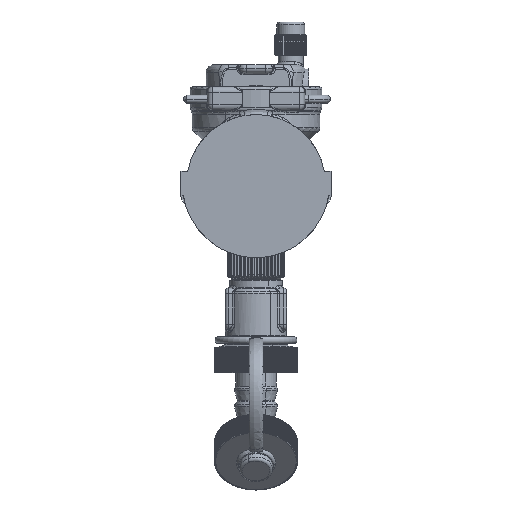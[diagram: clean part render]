
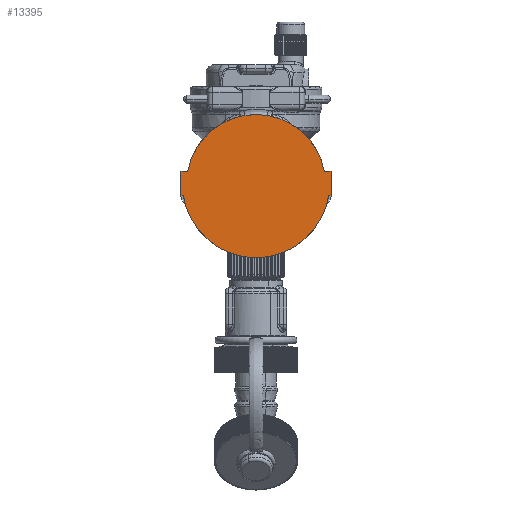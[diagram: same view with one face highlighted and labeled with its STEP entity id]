
A CAD part, front view. The second image highlights one B-rep face of the part: STEP entity #13395.
In plain terms, the highlighted planar face has unit normal (0, -1, 0).
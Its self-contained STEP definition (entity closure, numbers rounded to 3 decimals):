
#1085=CARTESIAN_POINT('Vertex',(-26.173,-42.,-4.15)) ;
#1088=CARTESIAN_POINT('Line Origine',(-26.587,-42.,-4.15)) ;
#1092=CARTESIAN_POINT('Vertex',(-27.,-42.,-4.15)) ;
#1300=CARTESIAN_POINT('Vertex',(26.173,-42.,-4.15)) ;
#1307=CARTESIAN_POINT('Vertex',(27.,-42.,-4.15)) ;
#1310=CARTESIAN_POINT('Line Origine',(26.587,-42.,-4.15)) ;
#1329=CARTESIAN_POINT('Line Origine',(27.,-42.,0.175)) ;
#1333=CARTESIAN_POINT('Vertex',(27.,-42.,4.5)) ;
#1715=CARTESIAN_POINT('Line Origine',(-27.,-42.,0.175)) ;
#1719=CARTESIAN_POINT('Vertex',(-27.,-42.,4.5)) ;
#1921=CARTESIAN_POINT('Line Origine',(26.002,-42.,4.5)) ;
#1925=CARTESIAN_POINT('Vertex',(25.005,-42.,4.5)) ;
#2436=CARTESIAN_POINT('Line Origine',(-26.002,-42.,4.5)) ;
#2440=CARTESIAN_POINT('Vertex',(-25.005,-42.,4.5)) ;
#2534=CARTESIAN_POINT('Axis2P3D Location',(25.005,-42.,5.)) ;
#2538=CARTESIAN_POINT('Vertex',(24.515,-42.,4.902)) ;
#2583=CARTESIAN_POINT('Vertex',(-11.986,-42.,21.94)) ;
#2586=CARTESIAN_POINT('Axis2P3D Location',(0.,-42.,0.)) ;
#2599=CARTESIAN_POINT('Axis2P3D Location',(0.,-42.,0.)) ;
#2603=CARTESIAN_POINT('Vertex',(-24.515,-42.,4.902)) ;
#2630=CARTESIAN_POINT('Axis2P3D Location',(-25.005,-42.,5.)) ;
#13361=CARTESIAN_POINT('Axis2P3D Location',(0.,-42.,0.)) ;
#13377=CARTESIAN_POINT('Axis2P3D Location',(0.,-42.,-25.)) ;
#1089=DIRECTION('Vector Direction',(1.,0.,0.)) ;
#1311=DIRECTION('Vector Direction',(1.,0.,0.)) ;
#1330=DIRECTION('Vector Direction',(0.,0.,-1.)) ;
#1716=DIRECTION('Vector Direction',(0.,0.,-1.)) ;
#1922=DIRECTION('Vector Direction',(-1.,0.,0.)) ;
#2437=DIRECTION('Vector Direction',(-1.,0.,0.)) ;
#2535=DIRECTION('Axis2P3D Direction',(0.,1.,0.)) ;
#2587=DIRECTION('Axis2P3D Direction',(0.,-1.,0.)) ;
#2600=DIRECTION('Axis2P3D Direction',(0.,-1.,0.)) ;
#2631=DIRECTION('Axis2P3D Direction',(0.,1.,0.)) ;
#13362=DIRECTION('Axis2P3D Direction',(-0.,-1.,-0.)) ;
#13378=DIRECTION('Axis2P3D Direction',(0.,-1.,0.)) ;
#13379=DIRECTION('Axis2P3D XDirection',(1.,0.,0.)) ;
#2536=AXIS2_PLACEMENT_3D('Circle Axis2P3D',#2534,#2535,$) ;
#2588=AXIS2_PLACEMENT_3D('Circle Axis2P3D',#2586,#2587,$) ;
#2601=AXIS2_PLACEMENT_3D('Circle Axis2P3D',#2599,#2600,$) ;
#2632=AXIS2_PLACEMENT_3D('Circle Axis2P3D',#2630,#2631,$) ;
#13363=AXIS2_PLACEMENT_3D('Circle Axis2P3D',#13361,#13362,$) ;
#13380=AXIS2_PLACEMENT_3D('Plane Axis2P3D',#13377,#13378,#13379) ;
#13383=ORIENTED_EDGE('',*,*,#13365,.T.) ;
#13384=ORIENTED_EDGE('',*,*,#1314,.T.) ;
#13385=ORIENTED_EDGE('',*,*,#1335,.T.) ;
#13386=ORIENTED_EDGE('',*,*,#1927,.T.) ;
#13387=ORIENTED_EDGE('',*,*,#2540,.T.) ;
#13388=ORIENTED_EDGE('',*,*,#2590,.T.) ;
#13389=ORIENTED_EDGE('',*,*,#2605,.T.) ;
#13390=ORIENTED_EDGE('',*,*,#2634,.T.) ;
#13391=ORIENTED_EDGE('',*,*,#2442,.T.) ;
#13392=ORIENTED_EDGE('',*,*,#1721,.T.) ;
#13393=ORIENTED_EDGE('',*,*,#1094,.T.) ;
#1090=VECTOR('Line Direction',#1089,1.) ;
#1312=VECTOR('Line Direction',#1311,1.) ;
#1331=VECTOR('Line Direction',#1330,1.) ;
#1717=VECTOR('Line Direction',#1716,1.) ;
#1923=VECTOR('Line Direction',#1922,1.) ;
#2438=VECTOR('Line Direction',#2437,1.) ;
#13395=ADVANCED_FACE('PartBody',(#13394),#13381,.T.) ;
#2537=CIRCLE('generated circle',#2536,0.5) ;
#2589=CIRCLE('generated circle',#2588,25.) ;
#2602=CIRCLE('generated circle',#2601,25.) ;
#2633=CIRCLE('generated circle',#2632,0.5) ;
#13364=CIRCLE('generated circle',#13363,26.5) ;
#1094=EDGE_CURVE('',#1093,#1086,#1091,.T.) ;
#1314=EDGE_CURVE('',#1301,#1308,#1313,.T.) ;
#1335=EDGE_CURVE('',#1308,#1334,#1332,.F.) ;
#1721=EDGE_CURVE('',#1720,#1093,#1718,.T.) ;
#1927=EDGE_CURVE('',#1334,#1926,#1924,.T.) ;
#2442=EDGE_CURVE('',#2441,#1720,#2439,.T.) ;
#2540=EDGE_CURVE('',#1926,#2539,#2537,.T.) ;
#2590=EDGE_CURVE('',#2539,#2584,#2589,.T.) ;
#2605=EDGE_CURVE('',#2584,#2604,#2602,.T.) ;
#2634=EDGE_CURVE('',#2604,#2441,#2633,.T.) ;
#13365=EDGE_CURVE('',#1086,#1301,#13364,.T.) ;
#13382=EDGE_LOOP('',(#13383,#13384,#13385,#13386,#13387,#13388,#13389,#13390,#13391,#13392,#13393)) ;
#13394=FACE_OUTER_BOUND('',#13382,.T.) ;
#1091=LINE('Line',#1088,#1090) ;
#1313=LINE('Line',#1310,#1312) ;
#1332=LINE('Line',#1329,#1331) ;
#1718=LINE('Line',#1715,#1717) ;
#1924=LINE('Line',#1921,#1923) ;
#2439=LINE('Line',#2436,#2438) ;
#13381=PLANE('',#13380) ;
#1086=VERTEX_POINT('',#1085) ;
#1093=VERTEX_POINT('',#1092) ;
#1301=VERTEX_POINT('',#1300) ;
#1308=VERTEX_POINT('',#1307) ;
#1334=VERTEX_POINT('',#1333) ;
#1720=VERTEX_POINT('',#1719) ;
#1926=VERTEX_POINT('',#1925) ;
#2441=VERTEX_POINT('',#2440) ;
#2539=VERTEX_POINT('',#2538) ;
#2584=VERTEX_POINT('',#2583) ;
#2604=VERTEX_POINT('',#2603) ;
